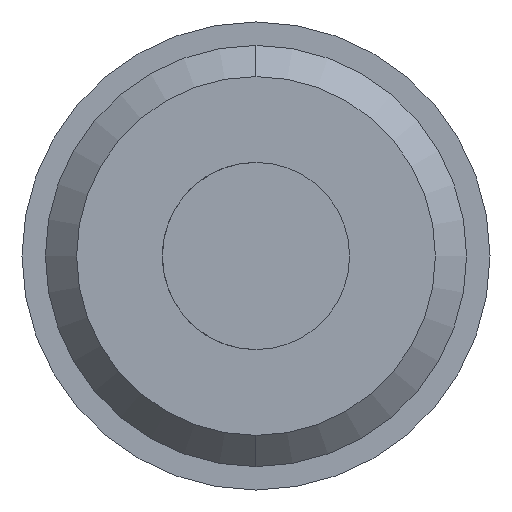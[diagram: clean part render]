
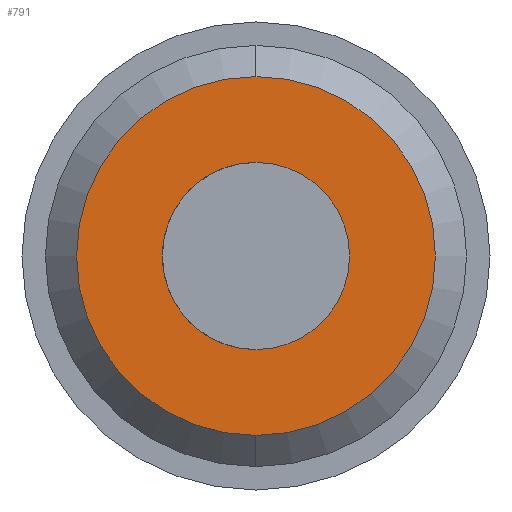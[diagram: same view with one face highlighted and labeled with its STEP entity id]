
A CAD part, left-side view. The second image highlights one B-rep face of the part: STEP entity #791.
In plain terms, the highlighted planar face has unit normal (-1, 0, 0).
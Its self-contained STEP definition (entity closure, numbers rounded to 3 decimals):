
#77 = ORIENTED_EDGE ( 'NONE', *, *, #1104, .T. ) ;
#99 = VERTEX_POINT ( 'NONE', #871 ) ;
#142 = VERTEX_POINT ( 'NONE', #975 ) ;
#167 = AXIS2_PLACEMENT_3D ( 'NONE', #563, #1327, #780 ) ;
#215 = DIRECTION ( 'NONE',  ( -1., 0., 0. ) ) ;
#236 = CIRCLE ( 'NONE', #772, 1.15 ) ;
#294 = FACE_OUTER_BOUND ( 'NONE', #1399, .T. ) ;
#328 = DIRECTION ( 'NONE',  ( -1., 0., 0. ) ) ;
#330 = CIRCLE ( 'NONE', #1305, 0.6 ) ;
#396 = DIRECTION ( 'NONE',  ( -1., 0., 0. ) ) ;
#451 = CARTESIAN_POINT ( 'NONE',  ( -6., 0., 1.15 ) ) ;
#453 = PLANE ( 'NONE',  #167 ) ;
#505 = VERTEX_POINT ( 'NONE', #565 ) ;
#563 = CARTESIAN_POINT ( 'NONE',  ( -6., 0., 0. ) ) ;
#565 = CARTESIAN_POINT ( 'NONE',  ( -6., 0., -0.6 ) ) ;
#609 = AXIS2_PLACEMENT_3D ( 'NONE', #1293, #328, #1088 ) ;
#613 = CARTESIAN_POINT ( 'NONE',  ( -6., 0., 0. ) ) ;
#617 = DIRECTION ( 'NONE',  ( 0., 0., -1. ) ) ;
#659 = VERTEX_POINT ( 'NONE', #451 ) ;
#685 = EDGE_CURVE ( 'NONE', #142, #505, #330, .T. ) ;
#731 = CIRCLE ( 'NONE', #1319, 1.15 ) ;
#738 = CARTESIAN_POINT ( 'NONE',  ( -6., 0., 0. ) ) ;
#772 = AXIS2_PLACEMENT_3D ( 'NONE', #738, #396, #1167 ) ;
#780 = DIRECTION ( 'NONE',  ( 0., 0., -1. ) ) ;
#791 = ADVANCED_FACE ( 'NONE', ( #902, #294 ), #453, .F. ) ;
#871 = CARTESIAN_POINT ( 'NONE',  ( -6., 0., -1.15 ) ) ;
#901 = ORIENTED_EDGE ( 'NONE', *, *, #685, .F. ) ;
#902 = FACE_BOUND ( 'NONE', #1313, .T. ) ;
#975 = CARTESIAN_POINT ( 'NONE',  ( -6., 0., 0.6 ) ) ;
#979 = ORIENTED_EDGE ( 'NONE', *, *, #1111, .T. ) ;
#982 = DIRECTION ( 'NONE',  ( 0., 0., 1. ) ) ;
#1088 = DIRECTION ( 'NONE',  ( 0., 0., 1. ) ) ;
#1104 = EDGE_CURVE ( 'NONE', #99, #659, #731, .T. ) ;
#1111 = EDGE_CURVE ( 'NONE', #659, #99, #236, .T. ) ;
#1167 = DIRECTION ( 'NONE',  ( 0., 0., -1. ) ) ;
#1261 = EDGE_CURVE ( 'NONE', #505, #142, #1277, .T. ) ;
#1277 = CIRCLE ( 'NONE', #609, 0.6 ) ;
#1293 = CARTESIAN_POINT ( 'NONE',  ( -6., 0., 0. ) ) ;
#1305 = AXIS2_PLACEMENT_3D ( 'NONE', #1415, #215, #982 ) ;
#1313 = EDGE_LOOP ( 'NONE', ( #1365, #901 ) ) ;
#1319 = AXIS2_PLACEMENT_3D ( 'NONE', #613, #1378, #617 ) ;
#1327 = DIRECTION ( 'NONE',  ( 1., 0., 0. ) ) ;
#1365 = ORIENTED_EDGE ( 'NONE', *, *, #1261, .F. ) ;
#1378 = DIRECTION ( 'NONE',  ( -1., 0., 0. ) ) ;
#1399 = EDGE_LOOP ( 'NONE', ( #77, #979 ) ) ;
#1415 = CARTESIAN_POINT ( 'NONE',  ( -6., 0., 0. ) ) ;
